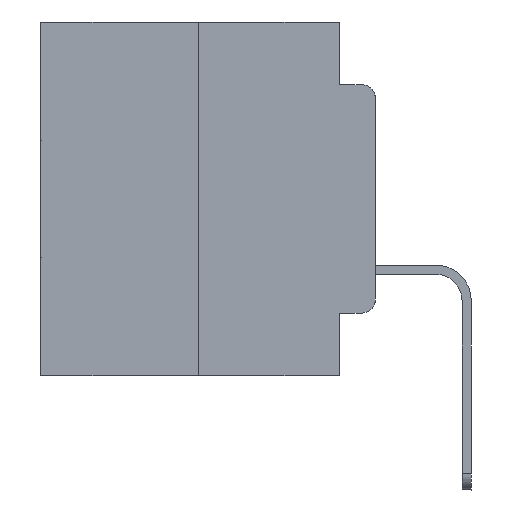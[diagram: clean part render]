
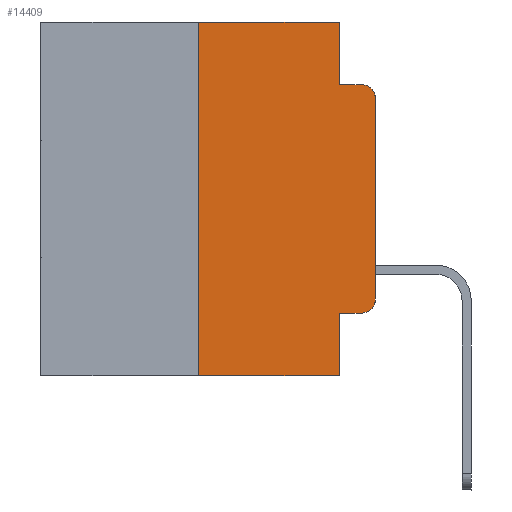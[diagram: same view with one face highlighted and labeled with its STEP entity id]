
A CAD part, left-side view. The second image highlights one B-rep face of the part: STEP entity #14409.
In plain terms, the highlighted planar face has unit normal (-1, 0, 0).
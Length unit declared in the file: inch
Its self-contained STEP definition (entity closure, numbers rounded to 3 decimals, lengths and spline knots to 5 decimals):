
#3 = CARTESIAN_POINT ( 'NONE',  ( 0., 0.051, -0.4115 ) ) ;
#192 = DIRECTION ( 'NONE',  ( 0., -1., 0. ) ) ;
#304 = VECTOR ( 'NONE', #192, 39.37008 ) ;
#430 = LINE ( 'NONE', #17644, #2455 ) ;
#771 = DIRECTION ( 'NONE',  ( 0., 0., -1. ) ) ;
#1065 = CARTESIAN_POINT ( 'NONE',  ( 0., 0., -0.3915 ) ) ;
#1085 = DIRECTION ( 'NONE',  ( 1., 0., 0. ) ) ;
#1409 = CARTESIAN_POINT ( 'NONE',  ( 0., 0.25, 0. ) ) ;
#1936 = LINE ( 'NONE', #1409, #18679 ) ;
#1982 = LINE ( 'NONE', #3202, #16385 ) ;
#2455 = VECTOR ( 'NONE', #771, 39.37008 ) ;
#2657 = EDGE_CURVE ( 'NONE', #21224, #17657, #430, .T. ) ;
#2975 = ORIENTED_EDGE ( 'NONE', *, *, #5098, .T. ) ;
#3202 = CARTESIAN_POINT ( 'NONE',  ( 0., 0.473, -0.5 ) ) ;
#3238 = EDGE_CURVE ( 'NONE', #25095, #7254, #10029, .T. ) ;
#3253 = DIRECTION ( 'NONE',  ( 0., 0., -1. ) ) ;
#3946 = AXIS2_PLACEMENT_3D ( 'NONE', #7548, #24793, #27002 ) ;
#3987 = LINE ( 'NONE', #24000, #7677 ) ;
#4557 = EDGE_CURVE ( 'NONE', #15863, #15223, #9949, .T. ) ;
#5098 = EDGE_CURVE ( 'NONE', #9726, #8717, #14913, .T. ) ;
#5576 = ORIENTED_EDGE ( 'NONE', *, *, #9948, .T. ) ;
#5791 = EDGE_CURVE ( 'NONE', #15223, #9726, #21286, .T. ) ;
#5826 = VERTEX_POINT ( 'NONE', #16216 ) ;
#7254 = VERTEX_POINT ( 'NONE', #11319 ) ;
#7548 = CARTESIAN_POINT ( 'NONE',  ( 0., 0.02, -0.1085 ) ) ;
#7677 = VECTOR ( 'NONE', #17433, 39.37008 ) ;
#7802 = DIRECTION ( 'NONE',  ( 0., 0., 1. ) ) ;
#7830 = VECTOR ( 'NONE', #9142, 39.37008 ) ;
#8193 = CARTESIAN_POINT ( 'NONE',  ( 0., 0., -0.1085 ) ) ;
#8717 = VERTEX_POINT ( 'NONE', #16782 ) ;
#9142 = DIRECTION ( 'NONE',  ( 0., -1., 0. ) ) ;
#9623 = DIRECTION ( 'NONE',  ( -1., 0., 0. ) ) ;
#9726 = VERTEX_POINT ( 'NONE', #8193 ) ;
#9948 = EDGE_CURVE ( 'NONE', #24564, #7254, #1982, .T. ) ;
#9949 = CIRCLE ( 'NONE', #25828, 0.02 ) ;
#10022 = ORIENTED_EDGE ( 'NONE', *, *, #5791, .T. ) ;
#10029 = LINE ( 'NONE', #18896, #16030 ) ;
#11319 = CARTESIAN_POINT ( 'NONE',  ( 0., 0.051, -0.5 ) ) ;
#11578 = CARTESIAN_POINT ( 'NONE',  ( 0., 0.473, 0. ) ) ;
#11617 = CARTESIAN_POINT ( 'NONE',  ( 0., 0.051, -0.0885 ) ) ;
#11774 = CARTESIAN_POINT ( 'NONE',  ( 0., 0.02, -0.3915 ) ) ;
#11875 = DIRECTION ( 'NONE',  ( 0., 0., -1. ) ) ;
#13088 = EDGE_CURVE ( 'NONE', #17657, #8717, #17527, .T. ) ;
#14409 = ADVANCED_FACE ( 'NONE', ( #17811 ), #20208, .F. ) ;
#14913 = CIRCLE ( 'NONE', #3946, 0.02 ) ;
#15223 = VERTEX_POINT ( 'NONE', #1065 ) ;
#15682 = LINE ( 'NONE', #3, #304 ) ;
#15863 = VERTEX_POINT ( 'NONE', #24658 ) ;
#16030 = VECTOR ( 'NONE', #27491, 39.37008 ) ;
#16216 = CARTESIAN_POINT ( 'NONE',  ( 0., 0.25, 0. ) ) ;
#16385 = VECTOR ( 'NONE', #17901, 39.37008 ) ;
#16602 = CARTESIAN_POINT ( 'NONE',  ( 0., 0., 0. ) ) ;
#16782 = CARTESIAN_POINT ( 'NONE',  ( 0., 0.02, -0.0885 ) ) ;
#17433 = DIRECTION ( 'NONE',  ( 0., -1., 0. ) ) ;
#17527 = LINE ( 'NONE', #24310, #7830 ) ;
#17532 = ORIENTED_EDGE ( 'NONE', *, *, #23152, .T. ) ;
#17644 = CARTESIAN_POINT ( 'NONE',  ( 0., 0.051, 0. ) ) ;
#17657 = VERTEX_POINT ( 'NONE', #11617 ) ;
#17811 = FACE_OUTER_BOUND ( 'NONE', #18693, .T. ) ;
#17901 = DIRECTION ( 'NONE',  ( 0., -1., 0. ) ) ;
#18679 = VECTOR ( 'NONE', #25188, 39.37008 ) ;
#18693 = EDGE_LOOP ( 'NONE', ( #10022, #2975, #21361, #26614, #25782, #22086, #5576, #21835, #17532, #23660 ) ) ;
#18793 = EDGE_CURVE ( 'NONE', #24564, #5826, #1936, .T. ) ;
#18896 = CARTESIAN_POINT ( 'NONE',  ( 0., 0.051, 0. ) ) ;
#19315 = CARTESIAN_POINT ( 'NONE',  ( 0., 0.051, -0.4115 ) ) ;
#19546 = AXIS2_PLACEMENT_3D ( 'NONE', #11578, #1085, #11875 ) ;
#20208 = PLANE ( 'NONE',  #19546 ) ;
#21224 = VERTEX_POINT ( 'NONE', #23638 ) ;
#21286 = LINE ( 'NONE', #16602, #26947 ) ;
#21361 = ORIENTED_EDGE ( 'NONE', *, *, #13088, .F. ) ;
#21835 = ORIENTED_EDGE ( 'NONE', *, *, #3238, .F. ) ;
#22068 = CARTESIAN_POINT ( 'NONE',  ( 0., 0.25, -0.5 ) ) ;
#22086 = ORIENTED_EDGE ( 'NONE', *, *, #18793, .F. ) ;
#23152 = EDGE_CURVE ( 'NONE', #25095, #15863, #15682, .T. ) ;
#23257 = EDGE_CURVE ( 'NONE', #5826, #21224, #3987, .T. ) ;
#23638 = CARTESIAN_POINT ( 'NONE',  ( 0., 0.051, 0. ) ) ;
#23660 = ORIENTED_EDGE ( 'NONE', *, *, #4557, .T. ) ;
#24000 = CARTESIAN_POINT ( 'NONE',  ( 0., 0.473, 0. ) ) ;
#24310 = CARTESIAN_POINT ( 'NONE',  ( 0., 0.051, -0.0885 ) ) ;
#24564 = VERTEX_POINT ( 'NONE', #22068 ) ;
#24658 = CARTESIAN_POINT ( 'NONE',  ( 0., 0.02, -0.4115 ) ) ;
#24793 = DIRECTION ( 'NONE',  ( -1., 0., 0. ) ) ;
#25095 = VERTEX_POINT ( 'NONE', #19315 ) ;
#25188 = DIRECTION ( 'NONE',  ( 0., 0., 1. ) ) ;
#25782 = ORIENTED_EDGE ( 'NONE', *, *, #23257, .F. ) ;
#25828 = AXIS2_PLACEMENT_3D ( 'NONE', #11774, #9623, #3253 ) ;
#26614 = ORIENTED_EDGE ( 'NONE', *, *, #2657, .F. ) ;
#26947 = VECTOR ( 'NONE', #7802, 39.37008 ) ;
#27002 = DIRECTION ( 'NONE',  ( 0., 0., -1. ) ) ;
#27491 = DIRECTION ( 'NONE',  ( 0., 0., -1. ) ) ;
